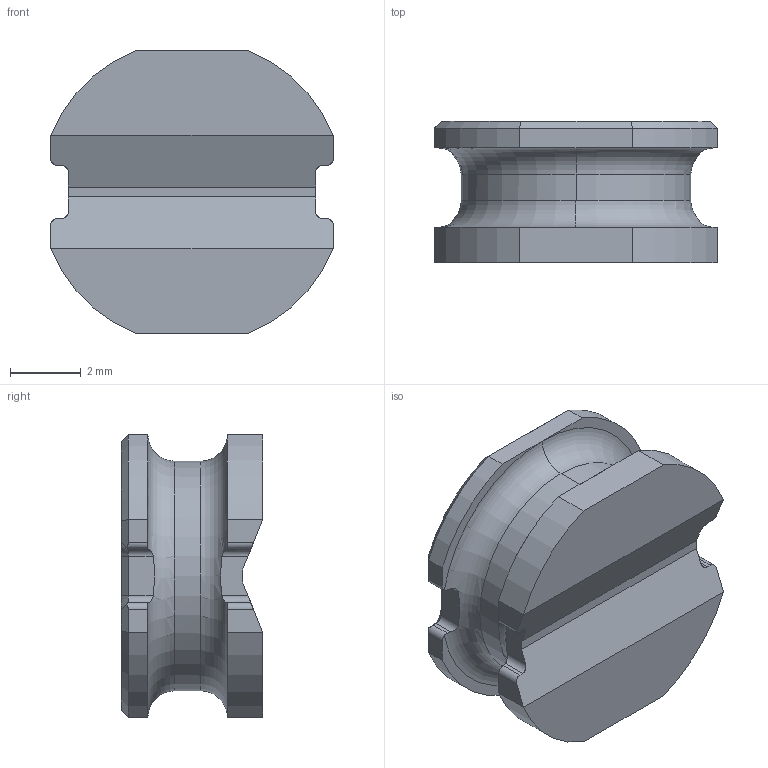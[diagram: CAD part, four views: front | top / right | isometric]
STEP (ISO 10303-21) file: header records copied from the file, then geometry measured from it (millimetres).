
FILE_DESCRIPTION(('STEP AP242'),'1');
FILE_NAME('srn8040-1r0y.stp','2022-06-15T03:51:13',('TraceParts'),('TraceParts S.A.'),'Spatial InterOp 3D',' ',' ');
FILE_SCHEMA(('AP242_MANAGED_MODEL_BASED_3D_ENGINEERING_MIM_LF {1 0 10303 442 1 1 4}'));
Length unit declared in the file: millimetre
Products named in the file (1): srn8040-1r0y
Bounding box: 8 x 4 x 8 mm (x, y, z)
Volume: 166.5 mm3; surface area: 229.5 mm2
Topology: 1 solids, 1 shells, 92 faces, 242 edges, 152 vertices
Faces by surface type: plane 50, cylinder 26, torus 8, cone 8
Entity records: 3049 total; most frequent: CARTESIAN_POINT 827, ORIENTED_EDGE 484, DIRECTION 436, EDGE_CURVE 242, AXIS2_PLACEMENT_3D 157, VERTEX_POINT 152, LINE 122, VECTOR 122
